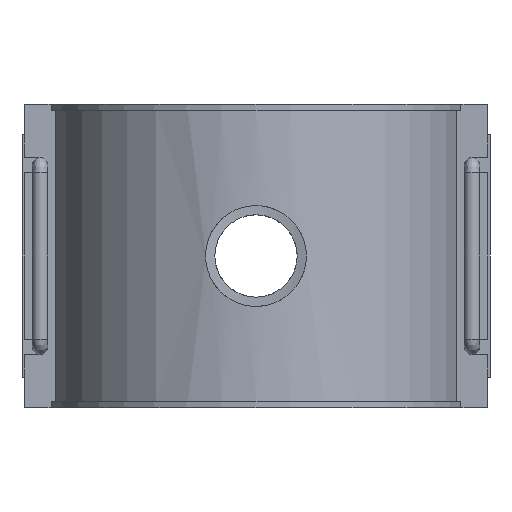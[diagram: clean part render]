
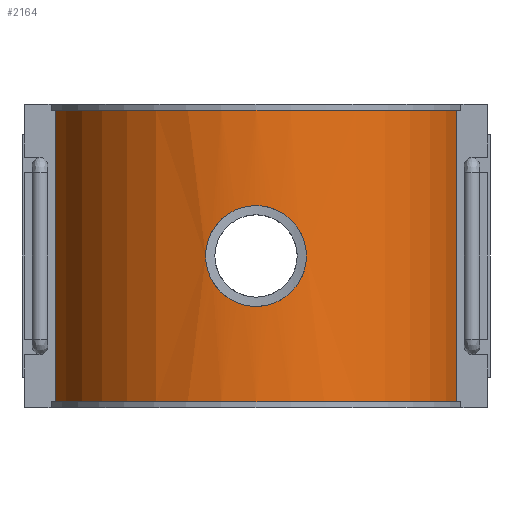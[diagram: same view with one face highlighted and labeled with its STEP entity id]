
A CAD part, front view. The second image highlights one B-rep face of the part: STEP entity #2164.
In plain terms, the highlighted cylindrical face has radius 80 mm (diameter 160 mm), a partial arc.
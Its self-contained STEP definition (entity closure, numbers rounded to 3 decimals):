
#31=LINE('',#3593,#238);
#66=LINE('',#3801,#273);
#238=VECTOR('',#2534,113.28);
#273=VECTOR('',#2611,113.28);
#532=CIRCLE('',#2298,80.);
#540=CIRCLE('',#2312,80.);
#612=FACE_BOUND('',#814,.T.);
#670=FACE_OUTER_BOUND('',#813,.T.);
#813=EDGE_LOOP('',(#1612,#1613,#1614,#1615));
#814=EDGE_LOOP('',(#1616));
#962=B_SPLINE_CURVE_WITH_KNOTS('',3,(#3078,#3079,#3080,#3081,#3082,#3083,
#3084,#3085,#3086,#3087,#3088,#3089,#3090,#3091,#3092,#3093,#3094,#3095,
#3096,#3097,#3098,#3099,#3100,#3101,#3102,#3103,#3104,#3105,#3106,#3107,
#3108,#3109,#3110,#3111,#3112,#3113,#3114,#3115,#3116,#3117,#3118,#3119,
#3120,#3121,#3122,#3123,#3124,#3125,#3126,#3127,#3128,#3129,#3130,#3131,
#3132,#3133,#3134,#3135,#3136,#3137,#3138,#3139,#3140,#3141,#3142,#3143),
 .UNSPECIFIED.,.T.,.F.,(4,2,2,2,2,2,2,2,2,2,2,2,2,2,2,2,2,2,2,2,2,2,2,2,
2,2,2,2,2,2,2,2,4),(0.,0.371,0.742,1.112,
1.483,1.854,2.225,2.596,2.966,
3.337,3.708,4.079,4.449,4.82,
5.191,5.562,5.933,6.303,6.674,
7.045,7.416,7.787,8.157,8.528,
8.899,9.27,9.64,10.011,10.382,
10.753,11.123,11.494,11.865),
 .UNSPECIFIED.);
#987=VERTEX_POINT('',#3077);
#1007=VERTEX_POINT('',#3578);
#1008=VERTEX_POINT('',#3580);
#1012=VERTEX_POINT('',#3592);
#1031=VERTEX_POINT('',#3637);
#1195=EDGE_CURVE('',#987,#987,#962,.T.);
#1219=EDGE_CURVE('',#1007,#1008,#532,.T.);
#1224=EDGE_CURVE('',#1007,#1012,#31,.T.);
#1246=EDGE_CURVE('',#1031,#1012,#540,.T.);
#1279=EDGE_CURVE('',#1008,#1031,#66,.T.);
#1612=ORIENTED_EDGE('',*,*,#1219,.T.);
#1613=ORIENTED_EDGE('',*,*,#1279,.T.);
#1614=ORIENTED_EDGE('',*,*,#1246,.T.);
#1615=ORIENTED_EDGE('',*,*,#1224,.F.);
#1616=ORIENTED_EDGE('',*,*,#1195,.T.);
#2121=CYLINDRICAL_SURFACE('',#2322,80.);
#2164=ADVANCED_FACE('',(#670,#612),#2121,.T.);
#2298=AXIS2_PLACEMENT_3D('',#3582,#2524,#2525);
#2312=AXIS2_PLACEMENT_3D('',#3638,#2571,#2572);
#2322=AXIS2_PLACEMENT_3D('',#3802,#2612,#2613);
#2524=DIRECTION('center_axis',(0.,0.,1.));
#2525=DIRECTION('ref_axis',(1.,0.,0.));
#2534=DIRECTION('',(0.,0.,1.));
#2571=DIRECTION('center_axis',(0.,0.,-1.));
#2572=DIRECTION('ref_axis',(1.,0.,0.));
#2611=DIRECTION('',(0.,0.,1.));
#2612=DIRECTION('center_axis',(0.,0.,1.));
#2613=DIRECTION('ref_axis',(1.,0.,0.));
#3077=CARTESIAN_POINT('',(19.6,-77.562,0.));
#3078=CARTESIAN_POINT('Ctrl Pts',(19.6,-77.562,0.));
#3079=CARTESIAN_POINT('Ctrl Pts',(19.6,-77.562,-1.236));
#3080=CARTESIAN_POINT('Ctrl Pts',(19.481,-77.592,-2.513));
#3081=CARTESIAN_POINT('Ctrl Pts',(18.983,-77.716,-5.049));
#3082=CARTESIAN_POINT('Ctrl Pts',(18.603,-77.809,-6.308));
#3083=CARTESIAN_POINT('Ctrl Pts',(17.601,-78.041,-8.721));
#3084=CARTESIAN_POINT('Ctrl Pts',(16.979,-78.181,-9.876));
#3085=CARTESIAN_POINT('Ctrl Pts',(15.541,-78.479,-12.012));
#3086=CARTESIAN_POINT('Ctrl Pts',(14.727,-78.638,-12.992));
#3087=CARTESIAN_POINT('Ctrl Pts',(12.992,-78.943,-14.727));
#3088=CARTESIAN_POINT('Ctrl Pts',(12.012,-79.1,-15.541));
#3089=CARTESIAN_POINT('Ctrl Pts',(9.877,-79.395,-16.979));
#3090=CARTESIAN_POINT('Ctrl Pts',(8.721,-79.532,-17.601));
#3091=CARTESIAN_POINT('Ctrl Pts',(6.308,-79.76,-18.603));
#3092=CARTESIAN_POINT('Ctrl Pts',(5.048,-79.851,-18.983));
#3093=CARTESIAN_POINT('Ctrl Pts',(2.512,-79.971,-19.481));
#3094=CARTESIAN_POINT('Ctrl Pts',(1.236,-80.,-19.6));
#3095=CARTESIAN_POINT('Ctrl Pts',(-1.236,-80.,-19.6));
#3096=CARTESIAN_POINT('Ctrl Pts',(-2.512,-79.971,-19.481));
#3097=CARTESIAN_POINT('Ctrl Pts',(-5.048,-79.851,-18.983));
#3098=CARTESIAN_POINT('Ctrl Pts',(-6.308,-79.76,-18.603));
#3099=CARTESIAN_POINT('Ctrl Pts',(-8.721,-79.532,-17.601));
#3100=CARTESIAN_POINT('Ctrl Pts',(-9.877,-79.395,-16.979));
#3101=CARTESIAN_POINT('Ctrl Pts',(-12.012,-79.1,-15.541));
#3102=CARTESIAN_POINT('Ctrl Pts',(-12.992,-78.943,-14.727));
#3103=CARTESIAN_POINT('Ctrl Pts',(-14.727,-78.638,-12.992));
#3104=CARTESIAN_POINT('Ctrl Pts',(-15.541,-78.479,-12.012));
#3105=CARTESIAN_POINT('Ctrl Pts',(-16.979,-78.181,-9.876));
#3106=CARTESIAN_POINT('Ctrl Pts',(-17.601,-78.041,-8.721));
#3107=CARTESIAN_POINT('Ctrl Pts',(-18.603,-77.809,-6.308));
#3108=CARTESIAN_POINT('Ctrl Pts',(-18.983,-77.716,-5.049));
#3109=CARTESIAN_POINT('Ctrl Pts',(-19.481,-77.592,-2.513));
#3110=CARTESIAN_POINT('Ctrl Pts',(-19.6,-77.562,-1.236));
#3111=CARTESIAN_POINT('Ctrl Pts',(-19.6,-77.562,1.236));
#3112=CARTESIAN_POINT('Ctrl Pts',(-19.481,-77.592,2.513));
#3113=CARTESIAN_POINT('Ctrl Pts',(-18.983,-77.716,5.049));
#3114=CARTESIAN_POINT('Ctrl Pts',(-18.603,-77.809,6.308));
#3115=CARTESIAN_POINT('Ctrl Pts',(-17.601,-78.041,8.721));
#3116=CARTESIAN_POINT('Ctrl Pts',(-16.979,-78.181,9.876));
#3117=CARTESIAN_POINT('Ctrl Pts',(-15.541,-78.479,12.012));
#3118=CARTESIAN_POINT('Ctrl Pts',(-14.727,-78.638,12.992));
#3119=CARTESIAN_POINT('Ctrl Pts',(-12.992,-78.943,14.727));
#3120=CARTESIAN_POINT('Ctrl Pts',(-12.012,-79.1,15.541));
#3121=CARTESIAN_POINT('Ctrl Pts',(-9.877,-79.395,16.979));
#3122=CARTESIAN_POINT('Ctrl Pts',(-8.721,-79.532,17.601));
#3123=CARTESIAN_POINT('Ctrl Pts',(-6.308,-79.76,18.603));
#3124=CARTESIAN_POINT('Ctrl Pts',(-5.048,-79.851,18.983));
#3125=CARTESIAN_POINT('Ctrl Pts',(-2.512,-79.971,19.481));
#3126=CARTESIAN_POINT('Ctrl Pts',(-1.236,-80.,19.6));
#3127=CARTESIAN_POINT('Ctrl Pts',(1.236,-80.,19.6));
#3128=CARTESIAN_POINT('Ctrl Pts',(2.512,-79.971,19.481));
#3129=CARTESIAN_POINT('Ctrl Pts',(5.048,-79.851,18.983));
#3130=CARTESIAN_POINT('Ctrl Pts',(6.308,-79.76,18.603));
#3131=CARTESIAN_POINT('Ctrl Pts',(8.721,-79.532,17.601));
#3132=CARTESIAN_POINT('Ctrl Pts',(9.877,-79.395,16.979));
#3133=CARTESIAN_POINT('Ctrl Pts',(12.012,-79.1,15.541));
#3134=CARTESIAN_POINT('Ctrl Pts',(12.992,-78.943,14.727));
#3135=CARTESIAN_POINT('Ctrl Pts',(14.727,-78.638,12.992));
#3136=CARTESIAN_POINT('Ctrl Pts',(15.541,-78.479,12.012));
#3137=CARTESIAN_POINT('Ctrl Pts',(16.979,-78.181,9.876));
#3138=CARTESIAN_POINT('Ctrl Pts',(17.601,-78.041,8.721));
#3139=CARTESIAN_POINT('Ctrl Pts',(18.603,-77.809,6.308));
#3140=CARTESIAN_POINT('Ctrl Pts',(18.983,-77.716,5.049));
#3141=CARTESIAN_POINT('Ctrl Pts',(19.481,-77.592,2.513));
#3142=CARTESIAN_POINT('Ctrl Pts',(19.6,-77.562,1.236));
#3143=CARTESIAN_POINT('Ctrl Pts',(19.6,-77.562,0.));
#3578=CARTESIAN_POINT('',(-78.062,-17.5,-56.64));
#3580=CARTESIAN_POINT('',(78.062,-17.5,-56.64));
#3582=CARTESIAN_POINT('Origin',(0.,0.,-56.64));
#3592=CARTESIAN_POINT('',(-78.062,-17.5,56.64));
#3593=CARTESIAN_POINT('',(-78.062,-17.5,0.));
#3637=CARTESIAN_POINT('',(78.062,-17.5,56.64));
#3638=CARTESIAN_POINT('Origin',(0.,0.,56.64));
#3801=CARTESIAN_POINT('',(78.062,-17.5,0.));
#3802=CARTESIAN_POINT('Origin',(0.,0.,0.));
